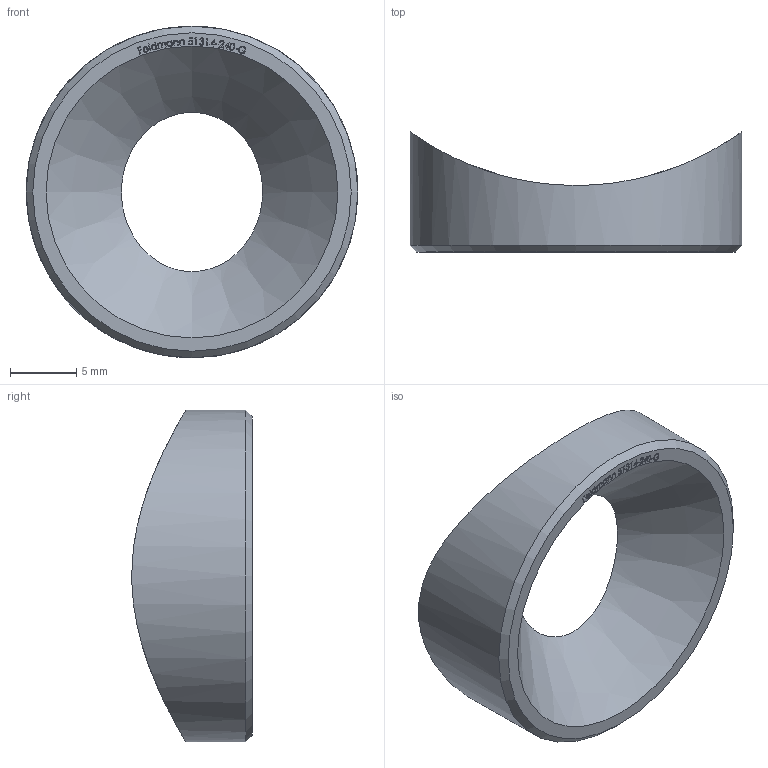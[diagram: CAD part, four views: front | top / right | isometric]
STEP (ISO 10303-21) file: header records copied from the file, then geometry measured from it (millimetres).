
FILE_DESCRIPTION (( 'STEP AP203' ), '1' );
FILE_NAME ('51314-240-G.step', '2023-11-21T14:17:47', ( '' ), ( '' ), 'SwSTEP 2.0', 'SolidWorks 2018', '' );
FILE_SCHEMA (( 'CONFIG_CONTROL_DESIGN' ));
Length unit declared in the file: millimetre
Products named in the file (1): 51314-240-G
Bounding box: 25 x 9.07 x 25 mm (x, y, z)
Volume: 1730.8 mm3; surface area: 1450.2 mm2
Topology: 1 solids, 1 shells, 243 faces, 649 edges, 433 vertices
Faces by surface type: plane 145, bspline 94, cylinder 2, cone 2
Full cylindrical faces by diameter (mm): 25 x1
Entity records: 12836 total; most frequent: CARTESIAN_POINT 7355, ORIENTED_EDGE 1288, DIRECTION 757, EDGE_CURVE 644, VECTOR 451, LINE 451, VERTEX_POINT 431, EDGE_LOOP 273
